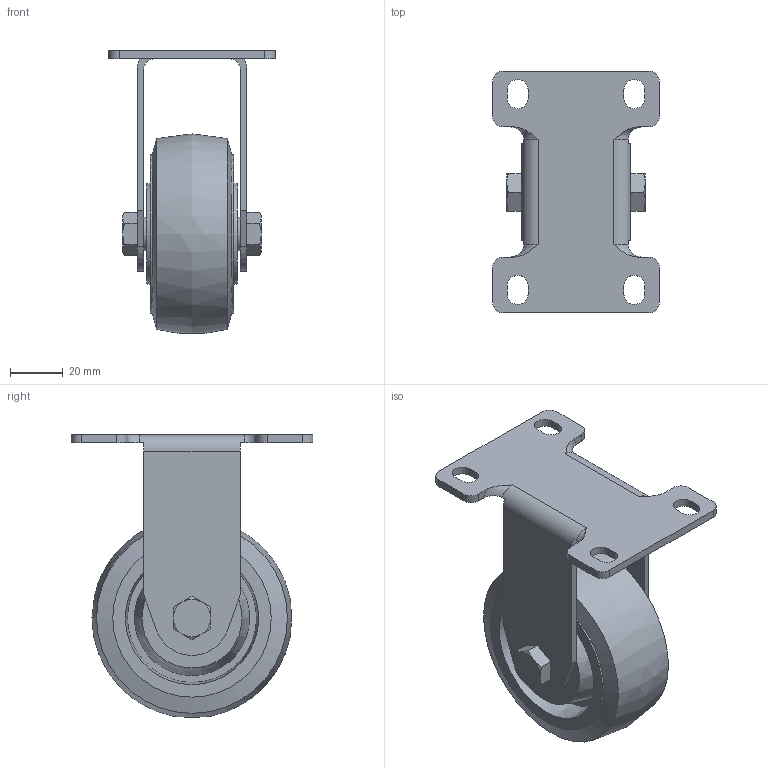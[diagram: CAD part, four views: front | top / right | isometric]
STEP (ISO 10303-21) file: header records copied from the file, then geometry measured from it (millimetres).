
FILE_DESCRIPTION(/* description */ (''),/* implementation_level */ '2;1');
FILE_NAME(/* name */ '31-RPD3-0 v2.step',/* time_stamp */ '2021-02-08T09:27:52-05:00',/* author */ (''),/* organization */ (''),/* preprocessor_version */ 'ST-DEVELOPER v18.1',/* originating_system */ 'Autodesk Translation Framework v9.7.1.1290',/* authorisation */ '');
FILE_SCHEMA (('AUTOMOTIVE_DESIGN { 1 0 10303 214 3 1 1 }'));
Length unit declared in the file: millimetre
Products named in the file (2): 31-RPD3-0; 2426T75
Assembly tree (1 placements, depth 2):
  31-RPD3-0
    2426T75
Bounding box: 63.5 x 92.08 x 107.75 mm (x, y, z)
Volume: 159342.3 mm3; surface area: 43377.1 mm2
Topology: 2 solids, 2 shells, 100 faces, 256 edges, 166 vertices
Faces by surface type: plane 52, cylinder 25, cone 18, torus 4, bspline 1
Full cylindrical faces by diameter (mm): 12.7 x1, 60.325 x2
Entity records: 3214 total; most frequent: CARTESIAN_POINT 703, ORIENTED_EDGE 512, DIRECTION 511, EDGE_CURVE 256, AXIS2_PLACEMENT_3D 185, VERTEX_POINT 166, LINE 141, VECTOR 141
